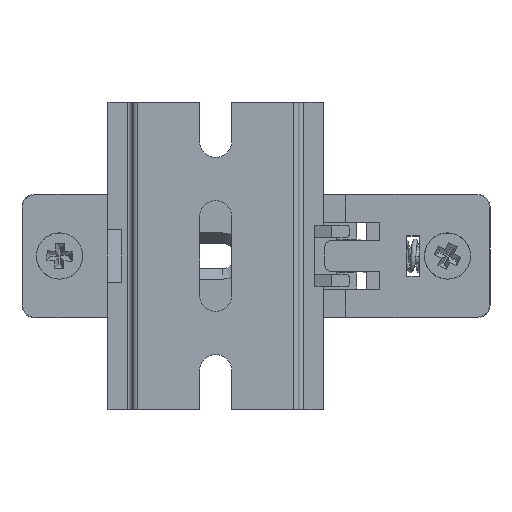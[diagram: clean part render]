
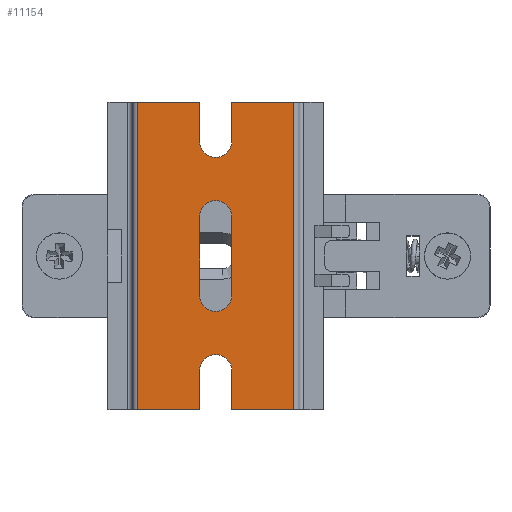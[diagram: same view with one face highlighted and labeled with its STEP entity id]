
A CAD part, top view. The second image highlights one B-rep face of the part: STEP entity #11154.
In plain terms, the highlighted face is planar.
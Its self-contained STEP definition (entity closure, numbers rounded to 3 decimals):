
#343 = EDGE_CURVE ( 'NONE', #12860, #7488, #1433, .T. ) ;
#407 = AXIS2_PLACEMENT_3D ( 'NONE', #7775, #24486, #9409 ) ;
#479 = DIRECTION ( 'NONE',  ( -1., 0., 0. ) ) ;
#484 = DIRECTION ( 'NONE',  ( 0., 0., 1. ) ) ;
#490 = CARTESIAN_POINT ( 'NONE',  ( -42.5, 18.6, 2.5 ) ) ;
#654 = CARTESIAN_POINT ( 'NONE',  ( -55.2, 0., 2.5 ) ) ;
#1028 = EDGE_CURVE ( 'NONE', #13165, #12860, #18233, .T. ) ;
#1122 = EDGE_CURVE ( 'NONE', #11232, #12637, #4338, .T. ) ;
#1331 = DIRECTION ( 'NONE',  ( -1., 0., 0. ) ) ;
#1433 = LINE ( 'NONE', #25601, #2709 ) ;
#1576 = ORIENTED_EDGE ( 'NONE', *, *, #22277, .T. ) ;
#1598 = VERTEX_POINT ( 'NONE', #9320 ) ;
#1671 = EDGE_CURVE ( 'NONE', #10152, #12766, #19234, .T. ) ;
#2121 = EDGE_CURVE ( 'NONE', #12766, #16236, #23961, .T. ) ;
#2482 = CARTESIAN_POINT ( 'NONE',  ( -45.1, 56.4, 2.5 ) ) ;
#2709 = VECTOR ( 'NONE', #2810, 1000. ) ;
#2778 = DIRECTION ( 'NONE',  ( 1., 0., 0. ) ) ;
#2810 = DIRECTION ( 'NONE',  ( 0., 1., 0. ) ) ;
#3333 = CARTESIAN_POINT ( 'NONE',  ( -39.9, 6.4, 2.5 ) ) ;
#3539 = EDGE_LOOP ( 'NONE', ( #8131, #3817, #6765, #1576, #16091, #8281, #3779, #25153, #24876, #11687, #6538, #13542 ) ) ;
#3779 = ORIENTED_EDGE ( 'NONE', *, *, #13639, .F. ) ;
#3817 = ORIENTED_EDGE ( 'NONE', *, *, #12716, .T. ) ;
#3862 = VECTOR ( 'NONE', #19768, 1000. ) ;
#3882 = VERTEX_POINT ( 'NONE', #9664 ) ;
#4214 = EDGE_CURVE ( 'NONE', #1598, #13165, #10393, .T. ) ;
#4338 = CIRCLE ( 'NONE', #9135, 2.6 ) ;
#4382 = CARTESIAN_POINT ( 'NONE',  ( -42.5, 43.6, 2.5 ) ) ;
#4568 = ORIENTED_EDGE ( 'NONE', *, *, #13236, .T. ) ;
#4601 = FACE_OUTER_BOUND ( 'NONE', #3539, .T. ) ;
#5159 = CARTESIAN_POINT ( 'NONE',  ( -45.1, 31.4, 2.5 ) ) ;
#6267 = CARTESIAN_POINT ( 'NONE',  ( -55.2, 50., 2.5 ) ) ;
#6404 = VERTEX_POINT ( 'NONE', #18015 ) ;
#6538 = ORIENTED_EDGE ( 'NONE', *, *, #26433, .F. ) ;
#6765 = ORIENTED_EDGE ( 'NONE', *, *, #1122, .T. ) ;
#6842 = EDGE_CURVE ( 'NONE', #7984, #25001, #17411, .T. ) ;
#7031 = VECTOR ( 'NONE', #1331, 1000. ) ;
#7040 = ORIENTED_EDGE ( 'NONE', *, *, #2121, .T. ) ;
#7056 = LINE ( 'NONE', #9011, #22898 ) ;
#7153 = VERTEX_POINT ( 'NONE', #12897 ) ;
#7488 = VERTEX_POINT ( 'NONE', #24038 ) ;
#7775 = CARTESIAN_POINT ( 'NONE',  ( -42.5, 31.4, 2.5 ) ) ;
#7895 = EDGE_LOOP ( 'NONE', ( #8293, #4568, #11449, #7040 ) ) ;
#7984 = VERTEX_POINT ( 'NONE', #21690 ) ;
#7994 = DIRECTION ( 'NONE',  ( 0., 0., 1. ) ) ;
#7995 = AXIS2_PLACEMENT_3D ( 'NONE', #490, #19035, #12817 ) ;
#8131 = ORIENTED_EDGE ( 'NONE', *, *, #12735, .T. ) ;
#8281 = ORIENTED_EDGE ( 'NONE', *, *, #20723, .F. ) ;
#8293 = ORIENTED_EDGE ( 'NONE', *, *, #17679, .T. ) ;
#8468 = DIRECTION ( 'NONE',  ( 0., -1., 0. ) ) ;
#8664 = VECTOR ( 'NONE', #13184, 1000. ) ;
#9011 = CARTESIAN_POINT ( 'NONE',  ( -39.9, 31.4, 2.5 ) ) ;
#9035 = DIRECTION ( 'NONE',  ( 0., -1., 0. ) ) ;
#9135 = AXIS2_PLACEMENT_3D ( 'NONE', #21266, #12810, #2778 ) ;
#9138 = CIRCLE ( 'NONE', #7995, 2.6 ) ;
#9320 = CARTESIAN_POINT ( 'NONE',  ( -45.1, 50., 2.5 ) ) ;
#9409 = DIRECTION ( 'NONE',  ( 1., 0., 0. ) ) ;
#9664 = CARTESIAN_POINT ( 'NONE',  ( -29.8, 0., 2.5 ) ) ;
#10152 = VERTEX_POINT ( 'NONE', #24523 ) ;
#10393 = LINE ( 'NONE', #2482, #17848 ) ;
#10612 = VECTOR ( 'NONE', #21034, 1000. ) ;
#10737 = FACE_BOUND ( 'NONE', #7895, .T. ) ;
#10896 = AXIS2_PLACEMENT_3D ( 'NONE', #4382, #484, #14951 ) ;
#11154 = ADVANCED_FACE ( 'NONE', ( #10737, #4601 ), #18670, .F. ) ;
#11232 = VERTEX_POINT ( 'NONE', #19039 ) ;
#11447 = CARTESIAN_POINT ( 'NONE',  ( -45.1, 31.4, 2.5 ) ) ;
#11449 = ORIENTED_EDGE ( 'NONE', *, *, #1671, .T. ) ;
#11543 = CARTESIAN_POINT ( 'NONE',  ( -29.8, 50., 2.5 ) ) ;
#11622 = LINE ( 'NONE', #15596, #22284 ) ;
#11687 = ORIENTED_EDGE ( 'NONE', *, *, #343, .T. ) ;
#12127 = CARTESIAN_POINT ( 'NONE',  ( -45.1, 6.4, 2.5 ) ) ;
#12637 = VERTEX_POINT ( 'NONE', #15505 ) ;
#12716 = EDGE_CURVE ( 'NONE', #7153, #11232, #20664, .T. ) ;
#12735 = EDGE_CURVE ( 'NONE', #3882, #7153, #11622, .T. ) ;
#12766 = VERTEX_POINT ( 'NONE', #11447 ) ;
#12810 = DIRECTION ( 'NONE',  ( 0., 0., 1. ) ) ;
#12817 = DIRECTION ( 'NONE',  ( 1., 0., 0. ) ) ;
#12860 = VERTEX_POINT ( 'NONE', #22481 ) ;
#12897 = CARTESIAN_POINT ( 'NONE',  ( -39.9, 0., 2.5 ) ) ;
#13165 = VERTEX_POINT ( 'NONE', #20683 ) ;
#13184 = DIRECTION ( 'NONE',  ( 0., -1., 0. ) ) ;
#13236 = EDGE_CURVE ( 'NONE', #25768, #10152, #7056, .T. ) ;
#13312 = CARTESIAN_POINT ( 'NONE',  ( -39.9, 18.6, 2.5 ) ) ;
#13531 = LINE ( 'NONE', #17803, #7031 ) ;
#13542 = ORIENTED_EDGE ( 'NONE', *, *, #20647, .T. ) ;
#13639 = EDGE_CURVE ( 'NONE', #1598, #6404, #13531, .T. ) ;
#14155 = LINE ( 'NONE', #25514, #8664 ) ;
#14951 = DIRECTION ( 'NONE',  ( 1., 0., 0. ) ) ;
#14961 = LINE ( 'NONE', #15684, #24613 ) ;
#15059 = CARTESIAN_POINT ( 'NONE',  ( -55.2, 0., 2.5 ) ) ;
#15263 = VECTOR ( 'NONE', #9035, 1000. ) ;
#15505 = CARTESIAN_POINT ( 'NONE',  ( -45.1, 6.4, 2.5 ) ) ;
#15596 = CARTESIAN_POINT ( 'NONE',  ( -55.2, 0., 2.5 ) ) ;
#15684 = CARTESIAN_POINT ( 'NONE',  ( -55.2, 50., 2.5 ) ) ;
#15773 = DIRECTION ( 'NONE',  ( -1., 0., 0. ) ) ;
#15782 = LINE ( 'NONE', #22830, #10612 ) ;
#16091 = ORIENTED_EDGE ( 'NONE', *, *, #6842, .T. ) ;
#16175 = DIRECTION ( 'NONE',  ( 0., -1., 0. ) ) ;
#16236 = VERTEX_POINT ( 'NONE', #16550 ) ;
#16550 = CARTESIAN_POINT ( 'NONE',  ( -45.1, 18.6, 2.5 ) ) ;
#17268 = VERTEX_POINT ( 'NONE', #11543 ) ;
#17411 = LINE ( 'NONE', #654, #19040 ) ;
#17679 = EDGE_CURVE ( 'NONE', #16236, #25768, #9138, .T. ) ;
#17803 = CARTESIAN_POINT ( 'NONE',  ( -55.2, 50., 2.5 ) ) ;
#17848 = VECTOR ( 'NONE', #8468, 1000. ) ;
#18015 = CARTESIAN_POINT ( 'NONE',  ( -55.2, 50., 2.5 ) ) ;
#18233 = CIRCLE ( 'NONE', #10896, 2.6 ) ;
#18670 = PLANE ( 'NONE',  #26352 ) ;
#19035 = DIRECTION ( 'NONE',  ( 0., 0., 1. ) ) ;
#19039 = CARTESIAN_POINT ( 'NONE',  ( -39.9, 6.4, 2.5 ) ) ;
#19040 = VECTOR ( 'NONE', #479, 1000. ) ;
#19234 = CIRCLE ( 'NONE', #407, 2.6 ) ;
#19336 = DIRECTION ( 'NONE',  ( 0., 1., 0. ) ) ;
#19768 = DIRECTION ( 'NONE',  ( 0., 1., 0. ) ) ;
#20235 = LINE ( 'NONE', #12127, #25691 ) ;
#20647 = EDGE_CURVE ( 'NONE', #17268, #3882, #15782, .T. ) ;
#20664 = LINE ( 'NONE', #3333, #3862 ) ;
#20683 = CARTESIAN_POINT ( 'NONE',  ( -45.1, 43.6, 2.5 ) ) ;
#20723 = EDGE_CURVE ( 'NONE', #6404, #25001, #14155, .T. ) ;
#20747 = DIRECTION ( 'NONE',  ( 1., 0., 0. ) ) ;
#21034 = DIRECTION ( 'NONE',  ( 0., -1., 0. ) ) ;
#21266 = CARTESIAN_POINT ( 'NONE',  ( -42.5, 6.4, 2.5 ) ) ;
#21690 = CARTESIAN_POINT ( 'NONE',  ( -45.1, 0., 2.5 ) ) ;
#21828 = DIRECTION ( 'NONE',  ( -1., 0., 0. ) ) ;
#22277 = EDGE_CURVE ( 'NONE', #12637, #7984, #20235, .T. ) ;
#22284 = VECTOR ( 'NONE', #21828, 1000. ) ;
#22481 = CARTESIAN_POINT ( 'NONE',  ( -39.9, 43.6, 2.5 ) ) ;
#22830 = CARTESIAN_POINT ( 'NONE',  ( -29.8, 50., 2.5 ) ) ;
#22898 = VECTOR ( 'NONE', #19336, 1000. ) ;
#23961 = LINE ( 'NONE', #5159, #15263 ) ;
#24038 = CARTESIAN_POINT ( 'NONE',  ( -39.9, 50., 2.5 ) ) ;
#24486 = DIRECTION ( 'NONE',  ( 0., 0., 1. ) ) ;
#24523 = CARTESIAN_POINT ( 'NONE',  ( -39.9, 31.4, 2.5 ) ) ;
#24613 = VECTOR ( 'NONE', #15773, 1000. ) ;
#24876 = ORIENTED_EDGE ( 'NONE', *, *, #1028, .T. ) ;
#25001 = VERTEX_POINT ( 'NONE', #15059 ) ;
#25153 = ORIENTED_EDGE ( 'NONE', *, *, #4214, .T. ) ;
#25514 = CARTESIAN_POINT ( 'NONE',  ( -55.2, 50., 2.5 ) ) ;
#25601 = CARTESIAN_POINT ( 'NONE',  ( -39.9, 56.4, 2.5 ) ) ;
#25691 = VECTOR ( 'NONE', #16175, 1000. ) ;
#25768 = VERTEX_POINT ( 'NONE', #13312 ) ;
#26352 = AXIS2_PLACEMENT_3D ( 'NONE', #6267, #7994, #20747 ) ;
#26433 = EDGE_CURVE ( 'NONE', #17268, #7488, #14961, .T. ) ;
